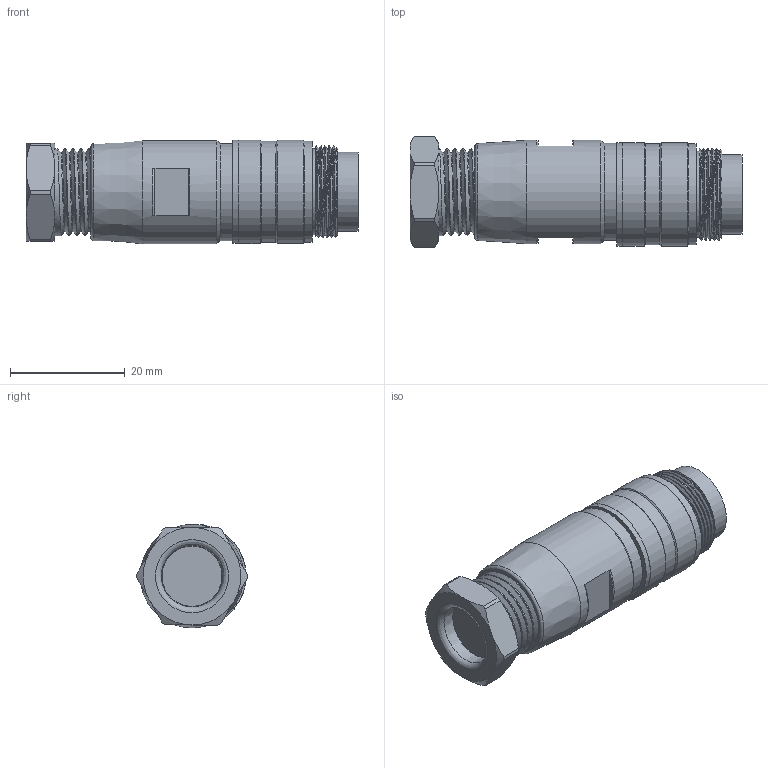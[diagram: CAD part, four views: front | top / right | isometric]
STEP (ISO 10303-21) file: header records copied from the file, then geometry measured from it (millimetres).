
FILE_DESCRIPTION(/* description */ (''),/* implementation_level */ '2;1');
FILE_NAME(/* name */ 'c091 31h005 101 2 unxc001-01.stp',/* time_stamp */ '2019-07-08T14:03:22+02:00',/* author */ (''),/* organization */ (''),/* preprocessor_version */ 'ST-DEVELOPER v16.7',/* originating_system */ 'SIEMENS PLM Software NX 12.0',/* authorisation */ '');
FILE_SCHEMA (('AUTOMOTIVE_DESIGN { 1 0 10303 214 3 1 1 1 }'));
Length unit declared in the file: millimetre
Products named in the file (1): c091 31h005 101 2 unxc001-01
Bounding box: 57.8 x 19.3 x 18.06 mm (x, y, z)
Volume: 11983.8 mm3; surface area: 4576 mm2
Topology: 1 solids, 1 shells, 123 faces, 286 edges, 183 vertices
Faces by surface type: plane 36, cylinder 33, bspline 30, cone 21, torus 3
Full cylindrical faces by diameter (mm): 1.475 x5, 1.82 x5, 13.8 x1, 15 x1, 16.9 x1, 17.6 x2, 17.96 x1, 18 x3
Entity records: 5334 total; most frequent: CARTESIAN_POINT 2699, DIRECTION 449, ORIENTED_EDGE 432, EDGE_CURVE 216, AXIS2_PLACEMENT_3D 209, EDGE_LOOP 191, VERTEX_POINT 163, FACE_BOUND 130
